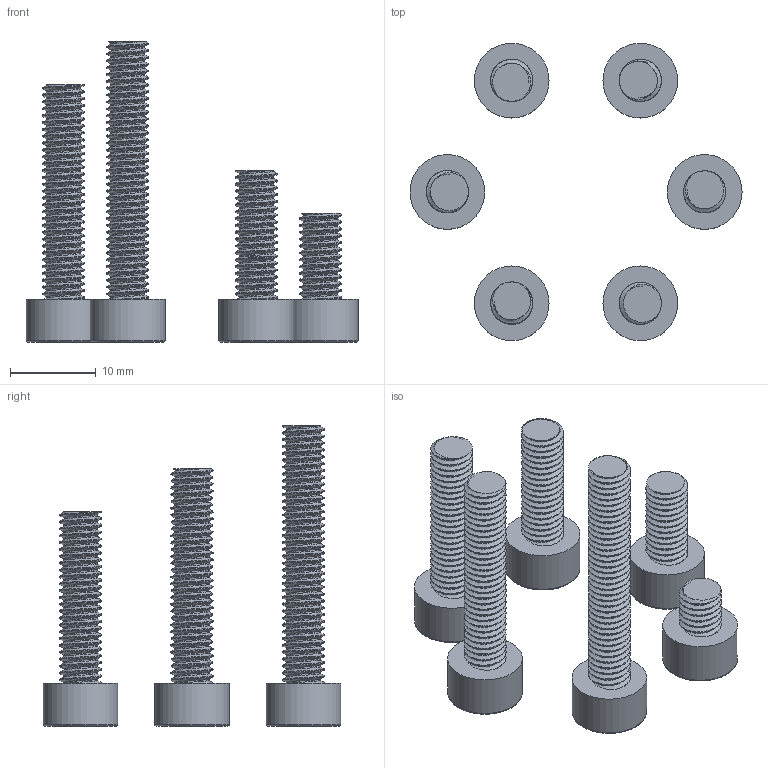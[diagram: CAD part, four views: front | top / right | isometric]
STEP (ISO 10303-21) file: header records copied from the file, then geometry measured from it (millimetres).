
FILE_DESCRIPTION(/* description */ (''),/* implementation_level */ '2;1');
FILE_NAME(/* name */ 'Autodesk Fusion Design''s/Nut and Bolts/Hex Screws/M5/M5 Hex Screw v2.step',/* time_stamp */ '2021-01-11T19:12:36+06:00',/* author */ (''),/* organization */ (''),/* preprocessor_version */ 'ST-DEVELOPER v18.1',/* originating_system */ 'Autodesk Translation Framework v9.7.1.1290',/* authorisation */ '');
FILE_SCHEMA (('AUTOMOTIVE_DESIGN { 1 0 10303 214 3 1 1 }'));
Length unit declared in the file: millimetre
Products named in the file (1): M5 Hex Screw
Bounding box: 38.72 x 34.7 x 35 mm (x, y, z)
Volume: 3193.4 mm3; surface area: 4162.1 mm2
Topology: 6 solids, 6 shells, 360 faces, 1002 edges, 666 vertices
Faces by surface type: cylinder 282, plane 60, bspline 12, torus 6
Full cylindrical faces by diameter (mm): 3.99 x48, 4.901 x83, 8.72 x6
Entity records: 27348 total; most frequent: CARTESIAN_POINT 19195, ORIENTED_EDGE 2004, DIRECTION 1178, EDGE_CURVE 1002, VERTEX_POINT 666, B_SPLINE_CURVE_WITH_KNOTS 573, AXIS2_PLACEMENT_3D 400, LINE 378
